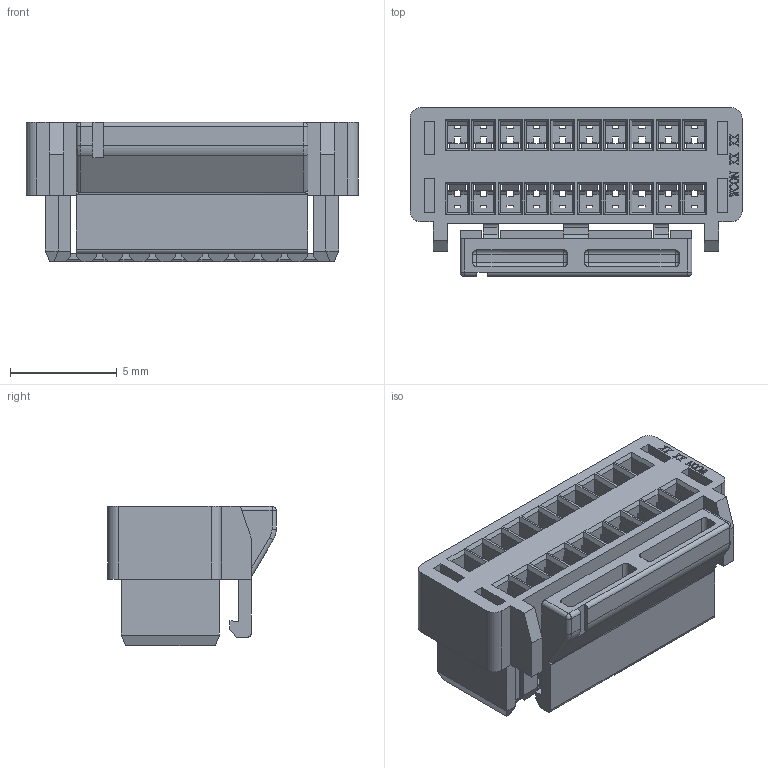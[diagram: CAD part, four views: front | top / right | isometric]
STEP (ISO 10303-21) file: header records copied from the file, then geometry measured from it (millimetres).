
FILE_DESCRIPTION( ('This file contains a STEP AP42 implementation' ,'as created by ZW3D STEP Interface translator.') ,'2;1' );
FILE_NAME( 'WF1256-2HXXW01.stp' ,'23 413.182028', (''), ('ZWCAD Software Co.'), 'Version 1.0', 'ZW3D to STEP translator', '' );
FILE_SCHEMA(('AUTOMOTIVE_DESIGN { 1 0 10303 214 1 1 1 1 }'));
Length unit declared in the file: millimetre
Products named in the file (2): 0; WF1256-2HXXW01
Bounding box: 15.53 x 7.88 x 6.51 mm (x, y, z)
Volume: 277.8 mm3; surface area: 1265.2 mm2
Topology: 1 solids, 1 shells, 1181 faces, 3530 edges, 2308 vertices
Faces by surface type: plane 976, cylinder 102, bspline 93, sphere 10
Entity records: 41511 total; most frequent: CARTESIAN_POINT 8878, ORIENTED_EDGE 7056, DIRECTION 5754, EDGE_CURVE 3528, VECTOR 3194, LINE 3194, VERTEX_POINT 2308, AXIS2_PLACEMENT_3D 1280
